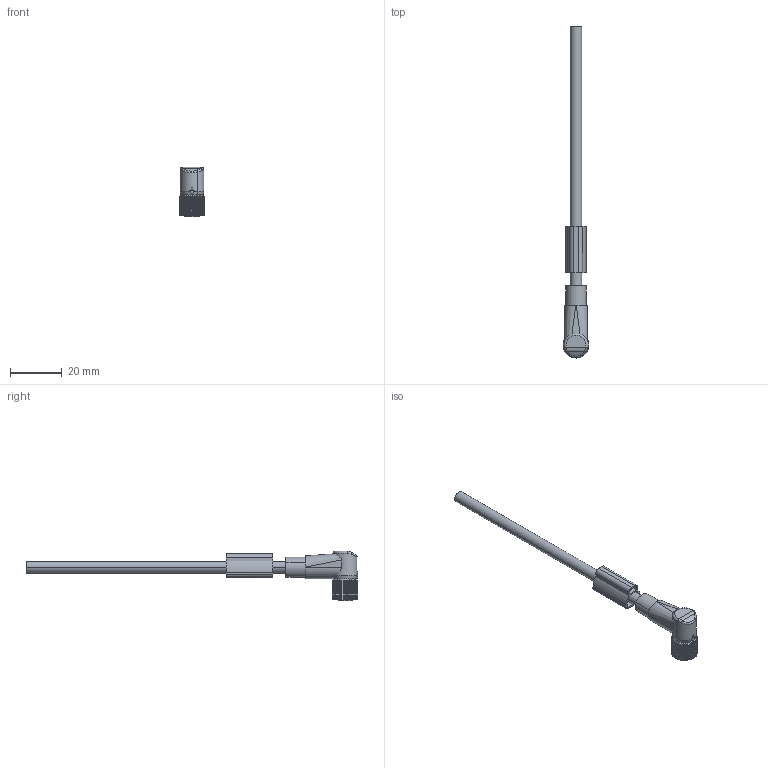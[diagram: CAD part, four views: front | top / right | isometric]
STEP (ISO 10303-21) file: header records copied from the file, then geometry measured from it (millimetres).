
FILE_DESCRIPTION(('CATIA V5 STEP Exchange','CAx-IF Rec.Pracs.--- Model Styling and Organization---1.4--- 2014-01-23'),'2;1');
FILE_NAME ('338175-3_0_9456152500_9456152500.stp','2020-05-12T08:23:14+00:00',('none'),('Weidmueller'),'CATIA Version 5-6 Release 2016 SP3 HF44','CATIA V5 STEP AP214','none');
FILE_SCHEMA(('AUTOMOTIVE_DESIGN { 1 0 10303 214 1 1 1 1 }'));
Length unit declared in the file: millimetre
Products named in the file (1): 9456152500
Bounding box: 9.91 x 127.75 x 19.1 mm (x, y, z)
Volume: 4210.5 mm3; surface area: 5035 mm2
Topology: 18 solids, 18 shells, 750 faces, 2000 edges, 1306 vertices
Faces by surface type: plane 327, cylinder 280, cone 86, torus 29, bspline 24, revolution 2, sphere 2
Entity records: 23919 total; most frequent: CARTESIAN_POINT 7175, ORIENTED_EDGE 3964, DIRECTION 2507, EDGE_CURVE 1982, VERTEX_POINT 1306, AXIS2_PLACEMENT_3D 1234, EDGE_LOOP 812, VECTOR 751
